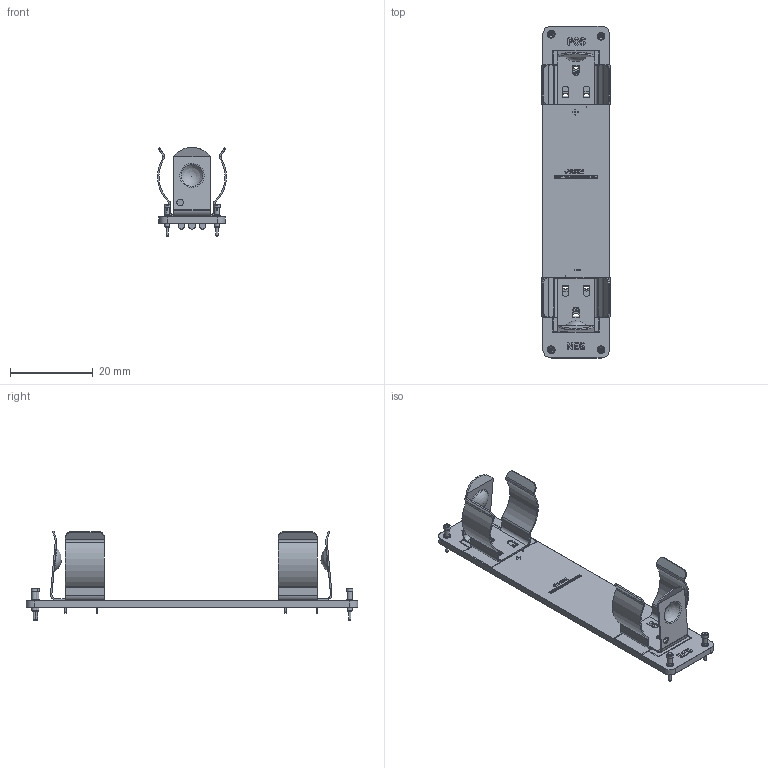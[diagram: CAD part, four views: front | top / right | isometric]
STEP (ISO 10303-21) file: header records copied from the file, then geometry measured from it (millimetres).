
FILE_DESCRIPTION(('KiCad electronic assembly'),'2;1');
FILE_NAME('Molecule_18650_Battery.step','2025-10-15T16:35:52',('Pcbnew') ,('Kicad'),'Open CASCADE STEP processor 7.9','KiCad to STEP converter' ,'Unknown');
FILE_SCHEMA(('AUTOMOTIVE_DESIGN { 1 0 10303 214 1 1 1 1 }'));
Length unit declared in the file: millimetre
Products named in the file (9): Molecule_18650_Battery 1; ShorterMediumMachinePin v1; MediumMachinePin; MediumMachineContact v1; 54; Molecule_18650_Battery_copper; Molecule_18650_Battery_silkscreen; Molecule_18650_Battery_soldermask; Molecule_18650_Battery_PCB
Assembly tree (12 placements, depth 3):
  Molecule_18650_Battery 1
    ShorterMediumMachinePin v1  x4
      MediumMachinePin
      MediumMachineContact v1
    54  x2
    Molecule_18650_Battery_copper
    Molecule_18650_Battery_silkscreen
    Molecule_18650_Battery_soldermask
    Molecule_18650_Battery_PCB
Bounding box: 16.61 x 80 x 21.47 mm (x, y, z)
Volume: 2344.1 mm3; surface area: 8349.1 mm2
Topology: 21 solids, 77 shells, 538 faces, 2949 edges, 2535 vertices
Faces by surface type: plane 290, cylinder 156, cone 64, bspline 18, sphere 6, revolution 2, torus 2
Full cylindrical faces by diameter (mm): 0.55 x4, 0.67 x4, 0.87 x4, 0.88 x4, 1.15 x4, 1.2 x8, 1.21 x8, 1.47 x4, 1.51 x4, 1.57 x2, 1.6 x8, 1.78 x6, 1.83 x12, 2.745 x8
Entity records: 23719 total; most frequent: CARTESIAN_POINT 5492, DIRECTION 3529, ORIENTED_EDGE 2917, EDGE_CURVE 2333, VERTEX_POINT 2136, LINE 1728, VECTOR 1728, AXIS2_PLACEMENT_3D 900
